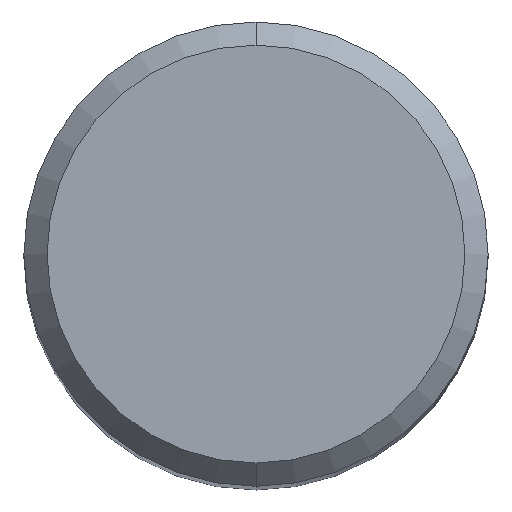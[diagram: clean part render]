
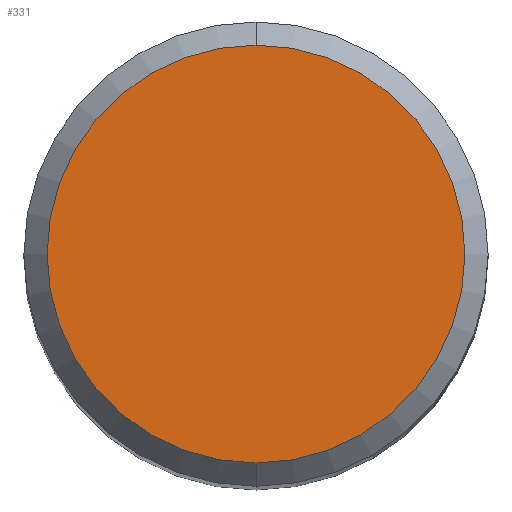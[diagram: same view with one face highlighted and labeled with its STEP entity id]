
A CAD part, top view. The second image highlights one B-rep face of the part: STEP entity #331.
In plain terms, the highlighted planar face has unit normal (0, 0, 1).
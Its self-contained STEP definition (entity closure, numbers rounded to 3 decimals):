
#331=ADVANCED_FACE('',(#942),#943,.T.);
#495=VERTEX_POINT('',#1121);
#589=EDGE_CURVE('',#687,#495,#1224,.T.);
#687=VERTEX_POINT('',#1337);
#827=EDGE_CURVE('',#495,#687,#1484,.T.);
#942=FACE_OUTER_BOUND('',#1621,.T.);
#943=PLANE('',#1622);
#1121=CARTESIAN_POINT('',(0.0,4.5,0.0));
#1224=CIRCLE('',#2457,4.5);
#1337=CARTESIAN_POINT('',(0.,-4.5,0.0));
#1484=CIRCLE('',#5793,4.5);
#1621=EDGE_LOOP('',(#6110,#6111));
#1622=AXIS2_PLACEMENT_3D('',#6112,#6113,#6114);
#2457=AXIS2_PLACEMENT_3D('',#6388,#6389,#6390);
#5793=AXIS2_PLACEMENT_3D('',#6663,#6664,#6665);
#6110=ORIENTED_EDGE('',*,*,#827,.F.);
#6111=ORIENTED_EDGE('',*,*,#589,.F.);
#6112=CARTESIAN_POINT('',(0.0,2.25,0.0));
#6113=DIRECTION('',(-0.0,0.0,1.0));
#6114=DIRECTION('',(0.0,-1.0,0.0));
#6388=CARTESIAN_POINT('',(0.0,0.0,0.0));
#6389=DIRECTION('',(0.0,0.0,-1.0));
#6390=DIRECTION('',(0.0,1.0,0.0));
#6663=CARTESIAN_POINT('',(0.0,0.0,0.0));
#6664=DIRECTION('',(0.0,0.0,-1.0));
#6665=DIRECTION('',(0.0,1.0,0.0));
